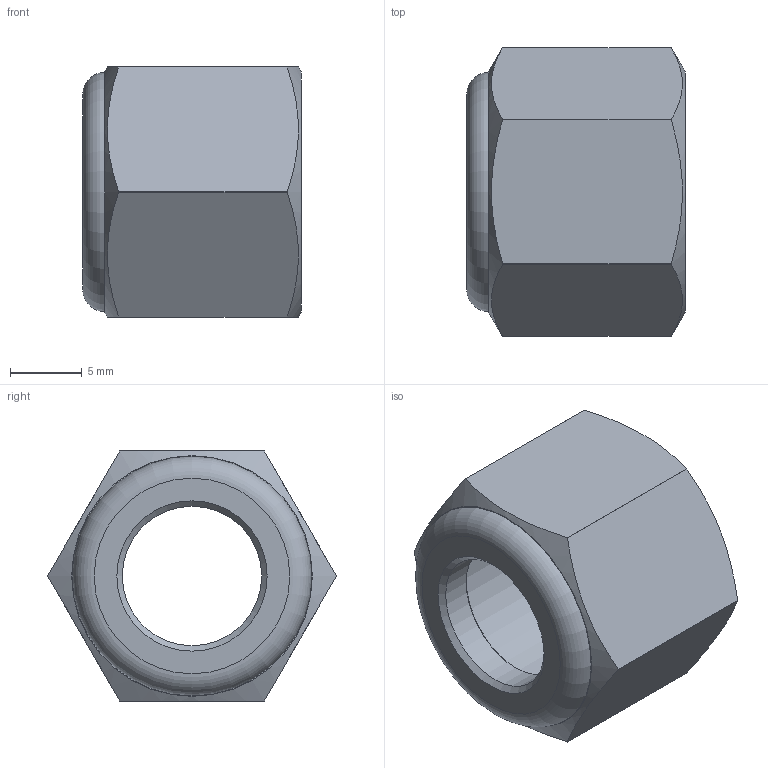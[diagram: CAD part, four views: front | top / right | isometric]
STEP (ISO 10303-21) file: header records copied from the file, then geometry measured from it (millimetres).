
FILE_DESCRIPTION((''),'2;1');
FILE_NAME('312518-EN6 External nut.stp','2008-08-07T17:34:26',('Franzp'),(''),'Autodesk Inventor 2008','Autodesk Inventor 2008','');
FILE_SCHEMA(('AUTOMOTIVE_DESIGN { 1 0 10303 214 1 1 1 1 }'));
Length unit declared in the file: millimetre
Products named in the file (1): 312518
Bounding box: 15.24 x 20.16 x 17.46 mm (x, y, z)
Volume: 2043 mm3; surface area: 1777.7 mm2
Topology: 1 solids, 1 shells, 24 faces, 57 edges, 37 vertices
Faces by surface type: plane 9, cylinder 6, cone 4, bspline 4, torus 1
Entity records: 699 total; most frequent: CARTESIAN_POINT 185, DIRECTION 100, ORIENTED_EDGE 94, EDGE_CURVE 47, AXIS2_PLACEMENT_3D 44, EDGE_LOOP 36, VERTEX_POINT 35, FACE_OUTER_BOUND 24
